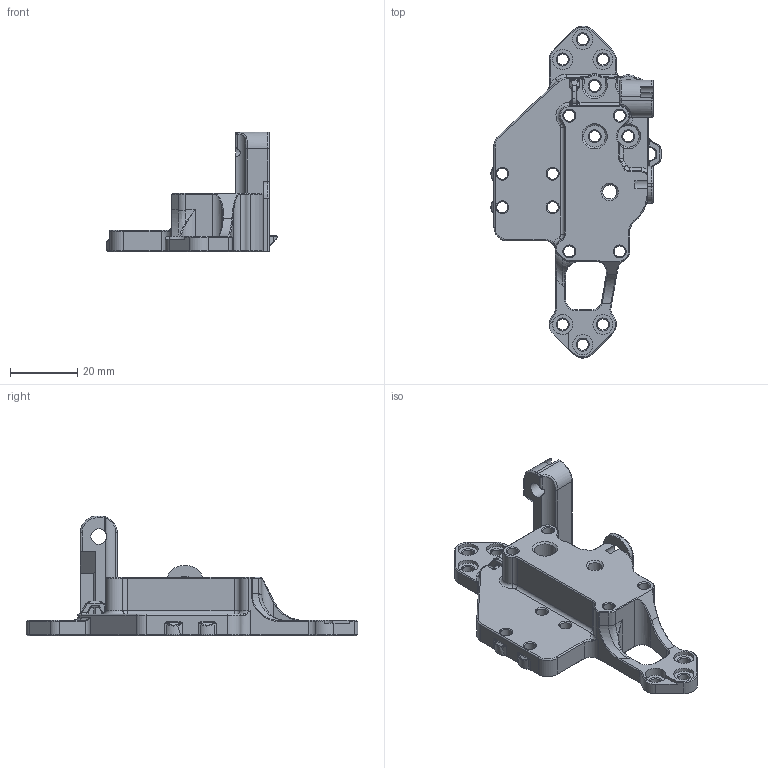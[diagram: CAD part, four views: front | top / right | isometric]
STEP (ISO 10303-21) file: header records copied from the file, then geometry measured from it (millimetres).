
FILE_DESCRIPTION(/* description */ (''),/* implementation_level */ '2;1');
FILE_NAME(/* name */ 'K3_DFA_Carabiner_Mount v0.step',/* time_stamp */ '2023-03-19T22:23:13-05:00',/* author */ (''),/* organization */ (''),/* preprocessor_version */ 'ST-DEVELOPER v19.2',/* originating_system */ 'Autodesk Translation Framework v11.17.0.187',/* authorisation */ '');
FILE_SCHEMA (('AUTOMOTIVE_DESIGN { 1 0 10303 214 3 1 1 }'));
Length unit declared in the file: millimetre
Products named in the file (1): K3_DFA_Carabiner_Mount
Bounding box: 50.75 x 98.97 x 35.7 mm (x, y, z)
Volume: 27166.6 mm3; surface area: 12232 mm2
Topology: 1 solids, 1 shells, 545 faces, 1382 edges, 807 vertices
Faces by surface type: cylinder 162, plane 145, cone 119, bspline 91, torus 27, sphere 1
Full cylindrical faces by diameter (mm): 3.3 x18, 3.4 x1, 4.2 x1, 4.7 x3, 4.8 x4, 6 x6, 6.5 x2
Entity records: 28297 total; most frequent: CARTESIAN_POINT 15555, ORIENTED_EDGE 2696, DIRECTION 2656, EDGE_CURVE 1348, AXIS2_PLACEMENT_3D 1018, VERTEX_POINT 807, LINE 620, VECTOR 620
